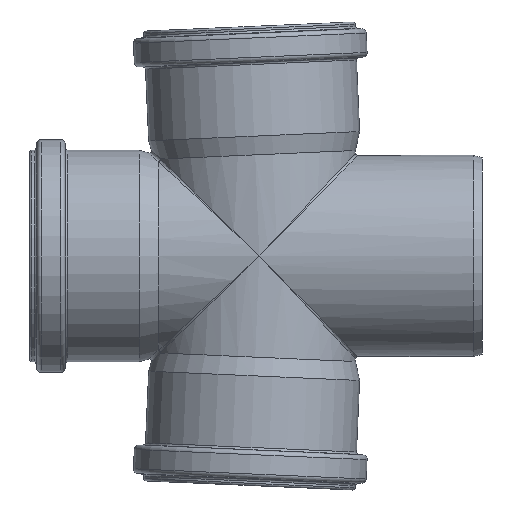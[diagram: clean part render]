
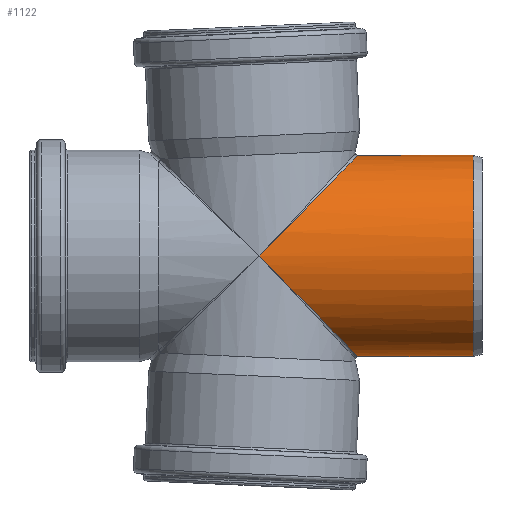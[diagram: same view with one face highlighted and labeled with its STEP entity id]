
A CAD part, left-side view. The second image highlights one B-rep face of the part: STEP entity #1122.
In plain terms, the highlighted cylindrical face has radius 45.1 mm (diameter 90.2 mm), a full revolution.
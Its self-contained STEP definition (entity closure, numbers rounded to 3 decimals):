
#69=CYLINDRICAL_SURFACE('',#1271,45.1);
#121=FACE_BOUND('',#467,.T.);
#212=CIRCLE('',#1272,45.1);
#330=FACE_OUTER_BOUND('',#466,.T.);
#466=EDGE_LOOP('',(#956,#957));
#467=EDGE_LOOP('',(#958));
#590=ELLIPSE('',#1180,63.1,45.1);
#592=ELLIPSE('',#1182,63.1,45.1);
#604=VERTEX_POINT('',#1804);
#612=VERTEX_POINT('',#2013);
#658=VERTEX_POINT('',#2445);
#718=EDGE_CURVE('',#612,#604,#590,.T.);
#720=EDGE_CURVE('',#604,#612,#592,.T.);
#778=EDGE_CURVE('',#658,#658,#212,.T.);
#956=ORIENTED_EDGE('',*,*,#720,.F.);
#957=ORIENTED_EDGE('',*,*,#718,.F.);
#958=ORIENTED_EDGE('',*,*,#778,.F.);
#1122=ADVANCED_FACE('',(#330,#121),#69,.T.);
#1180=AXIS2_PLACEMENT_3D('',#2015,#1381,#1382);
#1182=AXIS2_PLACEMENT_3D('',#2067,#1385,#1386);
#1271=AXIS2_PLACEMENT_3D('',#2444,#1563,#1564);
#1272=AXIS2_PLACEMENT_3D('',#2446,#1565,#1566);
#1381=DIRECTION('center_axis',(0.,0.715,0.699));
#1382=DIRECTION('ref_axis',(0.,-0.699,0.715));
#1385=DIRECTION('center_axis',(0.,0.715,-0.699));
#1386=DIRECTION('ref_axis',(0.,-0.699,-0.715));
#1563=DIRECTION('center_axis',(0.,-1.,0.));
#1564=DIRECTION('ref_axis',(1.,0.,0.));
#1565=DIRECTION('center_axis',(0.,-1.,0.));
#1566=DIRECTION('ref_axis',(1.,0.,0.));
#1804=CARTESIAN_POINT('',(45.1,100.,0.));
#2013=CARTESIAN_POINT('',(-45.1,100.,0.));
#2015=CARTESIAN_POINT('Origin',(0.,100.,0.));
#2067=CARTESIAN_POINT('Origin',(0.,100.,0.));
#2444=CARTESIAN_POINT('Origin',(0.,74.696,0.));
#2445=CARTESIAN_POINT('',(45.1,4.,0.));
#2446=CARTESIAN_POINT('Origin',(0.,4.,0.));
